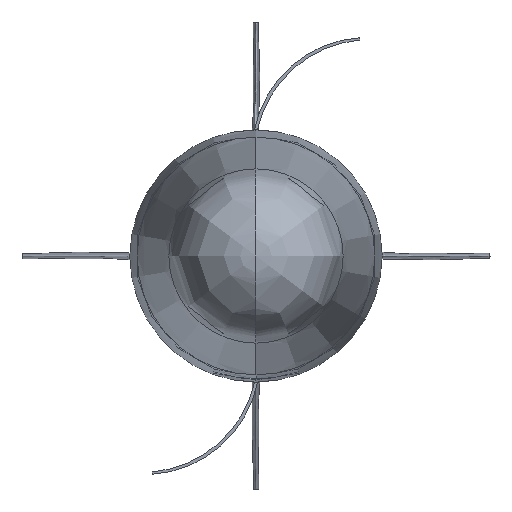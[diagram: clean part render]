
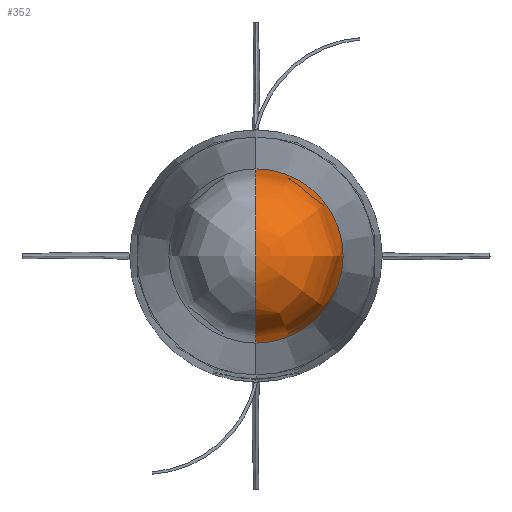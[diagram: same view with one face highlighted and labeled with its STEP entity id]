
A CAD part, left-side view. The second image highlights one B-rep face of the part: STEP entity #352.
In plain terms, the highlighted free-form (B-spline) face has degree [3, 3] with [11, 4] control points.
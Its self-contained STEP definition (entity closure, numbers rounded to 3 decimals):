
#13 = ORIENTED_EDGE ( 'NONE', *, *, #357, .F. ) ;
#352 = ADVANCED_FACE ( 'NONE', ( #3404 ), #3482, .T. ) ;
#353 = ORIENTED_EDGE ( 'NONE', *, *, #364, .F. ) ;
#354 = EDGE_CURVE ( 'NONE', #362, #368, #3477, .T. ) ;
#356 = ORIENTED_EDGE ( 'NONE', *, *, #354, .T. ) ;
#357 = EDGE_CURVE ( 'NONE', #363, #368, #3543, .T. ) ;
#361 = EDGE_LOOP ( 'NONE', ( #353, #356, #13 ) ) ;
#362 = VERTEX_POINT ( 'NONE', #3521 ) ;
#363 = VERTEX_POINT ( 'NONE', #3478 ) ;
#364 = EDGE_CURVE ( 'NONE', #362, #363, #3517, .T. ) ;
#368 = VERTEX_POINT ( 'NONE', #3520 ) ;
#3404 = FACE_OUTER_BOUND ( 'NONE', #361, .T. ) ;
#3460 = CARTESIAN_POINT ( 'NONE',  ( 8.126, 0., -26.749 ) ) ;
#3461 = CARTESIAN_POINT ( 'NONE',  ( 3.368, 0., 17.229 ) ) ;
#3462 = CARTESIAN_POINT ( 'NONE',  ( 3.368, -34.458, 17.229 ) ) ;
#3463 = CARTESIAN_POINT ( 'NONE',  ( 3.368, -34.458, -17.229 ) ) ;
#3464 = CARTESIAN_POINT ( 'NONE',  ( 3.368, 0., -17.229 ) ) ;
#3465 = CARTESIAN_POINT ( 'NONE',  ( 0.304, 0., 8.148 ) ) ;
#3466 = CARTESIAN_POINT ( 'NONE',  ( 0.304, -16.295, 8.148 ) ) ;
#3467 = CARTESIAN_POINT ( 'NONE',  ( 0.304, -16.295, -8.148 ) ) ;
#3468 = CARTESIAN_POINT ( 'NONE',  ( 0.304, 0., -8.148 ) ) ;
#3469 = CARTESIAN_POINT ( 'NONE',  ( 0.294, 0., 2.939 ) ) ;
#3470 = CARTESIAN_POINT ( 'NONE',  ( 0.294, -5.878, 2.939 ) ) ;
#3471 = CARTESIAN_POINT ( 'NONE',  ( 0.294, -5.878, -2.939 ) ) ;
#3472 = CARTESIAN_POINT ( 'NONE',  ( 0.294, 0., -2.939 ) ) ;
#3473 = CARTESIAN_POINT ( 'NONE',  ( 0., 0., 0. ) ) ;
#3474 = CARTESIAN_POINT ( 'NONE',  ( 0., 0., 0. ) ) ;
#3475 = CARTESIAN_POINT ( 'NONE',  ( 0., 0., 0. ) ) ;
#3476 = CARTESIAN_POINT ( 'NONE',  ( 0., 0., 0. ) ) ;
#3477 = B_SPLINE_CURVE_WITH_KNOTS ( 'NONE', 3,
 ( #3480, #3479, #3540, #3539, #3538, #3537, #3536, #3535, #3534, #3533, #3532 ),
 .UNSPECIFIED., .F., .F.,
 ( 4, 1, 1, 1, 1, 1, 1, 1, 4 ),
 ( 0., 0.086, 0.188, 0.37, 0.475, 0.596, 0.685, 0.806, 1. ),
 .UNSPECIFIED. ) ;
#3478 = CARTESIAN_POINT ( 'NONE',  ( 57.799, 0., 41.398 ) ) ;
#3479 = CARTESIAN_POINT ( 'NONE',  ( 0.294, 0., -2.939 ) ) ;
#3480 = CARTESIAN_POINT ( 'NONE',  ( 0., 0., 0. ) ) ;
#3482 =( BOUNDED_SURFACE ( )  B_SPLINE_SURFACE ( 3, 3, ( 
 ( #3476, #3475, #3474, #3473 ),
 ( #3472, #3471, #3470, #3469 ),
 ( #3468, #3467, #3466, #3465 ),
 ( #3464, #3463, #3462, #3461 ),
 ( #3460, #3509, #3508, #3507 ),
 ( #3506, #3505, #3504, #3503 ),
 ( #3502, #3501, #3500, #3499 ),
 ( #3498, #3497, #3496, #3495 ),
 ( #3494, #3493, #3492, #3491 ),
 ( #3490, #3489, #3488, #3487 ),
 ( #3486, #3485, #3484, #3483 ) ),
 .UNSPECIFIED., .F., .F., .F. ) 
 B_SPLINE_SURFACE_WITH_KNOTS ( ( 4, 1, 1, 1, 1, 1, 1, 1, 4 ),
 ( 4, 4 ),
 ( 0., 0.086, 0.188, 0.37, 0.475, 0.596, 0.685, 0.806, 1. ),
 ( 0., 1. ),
 .UNSPECIFIED. ) 
 GEOMETRIC_REPRESENTATION_ITEM ( )  RATIONAL_B_SPLINE_SURFACE ( (
 ( 1., 0.333, 0.333, 1.),
 ( 1., 0.333, 0.333, 1.),
 ( 1., 0.333, 0.333, 1.),
 ( 1., 0.333, 0.333, 1.),
 ( 1., 0.333, 0.333, 1.),
 ( 1., 0.333, 0.333, 1.),
 ( 1., 0.333, 0.333, 1.),
 ( 1., 0.333, 0.333, 1.),
 ( 1., 0.333, 0.333, 1.),
 ( 1., 0.333, 0.333, 1.),
 ( 1., 0.333, 0.333, 1.) ) ) 
 REPRESENTATION_ITEM ( '' )  SURFACE ( )  );
#3483 = CARTESIAN_POINT ( 'NONE',  ( 57.799, 0., 41.398 ) ) ;
#3484 = CARTESIAN_POINT ( 'NONE',  ( 57.799, -82.796, 41.398 ) ) ;
#3485 = CARTESIAN_POINT ( 'NONE',  ( 57.799, -82.796, -41.398 ) ) ;
#3486 = CARTESIAN_POINT ( 'NONE',  ( 57.799, 0., -41.398 ) ) ;
#3487 = CARTESIAN_POINT ( 'NONE',  ( 51.453, 0., 41.056 ) ) ;
#3488 = CARTESIAN_POINT ( 'NONE',  ( 51.453, -82.112, 41.056 ) ) ;
#3489 = CARTESIAN_POINT ( 'NONE',  ( 51.453, -82.112, -41.056 ) ) ;
#3490 = CARTESIAN_POINT ( 'NONE',  ( 51.453, 0., -41.056 ) ) ;
#3491 = CARTESIAN_POINT ( 'NONE',  ( 41.995, 0., 40.033 ) ) ;
#3492 = CARTESIAN_POINT ( 'NONE',  ( 41.995, -80.067, 40.033 ) ) ;
#3493 = CARTESIAN_POINT ( 'NONE',  ( 41.995, -80.067, -40.033 ) ) ;
#3494 = CARTESIAN_POINT ( 'NONE',  ( 41.995, 0., -40.033 ) ) ;
#3495 = CARTESIAN_POINT ( 'NONE',  ( 32.113, 0., 39.149 ) ) ;
#3496 = CARTESIAN_POINT ( 'NONE',  ( 32.113, -78.297, 39.149 ) ) ;
#3497 = CARTESIAN_POINT ( 'NONE',  ( 32.113, -78.297, -39.149 ) ) ;
#3498 = CARTESIAN_POINT ( 'NONE',  ( 32.113, 0., -39.149 ) ) ;
#3499 = CARTESIAN_POINT ( 'NONE',  ( 22.278, 0., 36.565 ) ) ;
#3500 = CARTESIAN_POINT ( 'NONE',  ( 22.278, -73.129, 36.565 ) ) ;
#3501 = CARTESIAN_POINT ( 'NONE',  ( 22.278, -73.129, -36.565 ) ) ;
#3502 = CARTESIAN_POINT ( 'NONE',  ( 22.278, 0., -36.565 ) ) ;
#3503 = CARTESIAN_POINT ( 'NONE',  ( 17.744, 0., 32.912 ) ) ;
#3504 = CARTESIAN_POINT ( 'NONE',  ( 17.744, -65.825, 32.912 ) ) ;
#3505 = CARTESIAN_POINT ( 'NONE',  ( 17.744, -65.825, -32.912 ) ) ;
#3506 = CARTESIAN_POINT ( 'NONE',  ( 17.744, 0., -32.912 ) ) ;
#3507 = CARTESIAN_POINT ( 'NONE',  ( 8.126, 0., 26.749 ) ) ;
#3508 = CARTESIAN_POINT ( 'NONE',  ( 8.126, -53.499, 26.749 ) ) ;
#3509 = CARTESIAN_POINT ( 'NONE',  ( 8.126, -53.499, -26.749 ) ) ;
#3510 = CARTESIAN_POINT ( 'NONE',  ( 8.126, 0., 26.749 ) ) ;
#3511 = CARTESIAN_POINT ( 'NONE',  ( 3.368, 0., 17.229 ) ) ;
#3512 = CARTESIAN_POINT ( 'NONE',  ( 0.304, 0., 8.148 ) ) ;
#3513 = CARTESIAN_POINT ( 'NONE',  ( 0.294, 0., 2.939 ) ) ;
#3514 = CARTESIAN_POINT ( 'NONE',  ( 0., 0., 0. ) ) ;
#3517 = B_SPLINE_CURVE_WITH_KNOTS ( 'NONE', 3,
 ( #3514, #3513, #3512, #3511, #3510, #3553, #3552, #3551, #3550, #3549, #3548 ),
 .UNSPECIFIED., .F., .F.,
 ( 4, 1, 1, 1, 1, 1, 1, 1, 4 ),
 ( 0., 0.086, 0.188, 0.37, 0.475, 0.596, 0.685, 0.806, 1. ),
 .UNSPECIFIED. ) ;
#3520 = CARTESIAN_POINT ( 'NONE',  ( 57.799, 0., -41.398 ) ) ;
#3521 = CARTESIAN_POINT ( 'NONE',  ( 0., 0., 0. ) ) ;
#3524 = DIRECTION ( 'NONE',  ( 0., 0., -1. ) ) ;
#3525 = DIRECTION ( 'NONE',  ( 1., 0., 0. ) ) ;
#3526 = CARTESIAN_POINT ( 'NONE',  ( 57.799, 0., 0. ) ) ;
#3527 = AXIS2_PLACEMENT_3D ( 'NONE', #3526, #3525, #3524 ) ;
#3532 = CARTESIAN_POINT ( 'NONE',  ( 57.799, 0., -41.398 ) ) ;
#3533 = CARTESIAN_POINT ( 'NONE',  ( 51.453, 0., -41.056 ) ) ;
#3534 = CARTESIAN_POINT ( 'NONE',  ( 41.995, 0., -40.033 ) ) ;
#3535 = CARTESIAN_POINT ( 'NONE',  ( 32.113, 0., -39.149 ) ) ;
#3536 = CARTESIAN_POINT ( 'NONE',  ( 22.278, 0., -36.565 ) ) ;
#3537 = CARTESIAN_POINT ( 'NONE',  ( 17.744, 0., -32.912 ) ) ;
#3538 = CARTESIAN_POINT ( 'NONE',  ( 8.126, 0., -26.749 ) ) ;
#3539 = CARTESIAN_POINT ( 'NONE',  ( 3.368, 0., -17.229 ) ) ;
#3540 = CARTESIAN_POINT ( 'NONE',  ( 0.304, 0., -8.148 ) ) ;
#3543 = CIRCLE ( 'NONE', #3527, 41.398 ) ;
#3548 = CARTESIAN_POINT ( 'NONE',  ( 57.799, 0., 41.398 ) ) ;
#3549 = CARTESIAN_POINT ( 'NONE',  ( 51.453, 0., 41.056 ) ) ;
#3550 = CARTESIAN_POINT ( 'NONE',  ( 41.995, 0., 40.033 ) ) ;
#3551 = CARTESIAN_POINT ( 'NONE',  ( 32.113, 0., 39.149 ) ) ;
#3552 = CARTESIAN_POINT ( 'NONE',  ( 22.278, 0., 36.565 ) ) ;
#3553 = CARTESIAN_POINT ( 'NONE',  ( 17.744, 0., 32.912 ) ) ;
